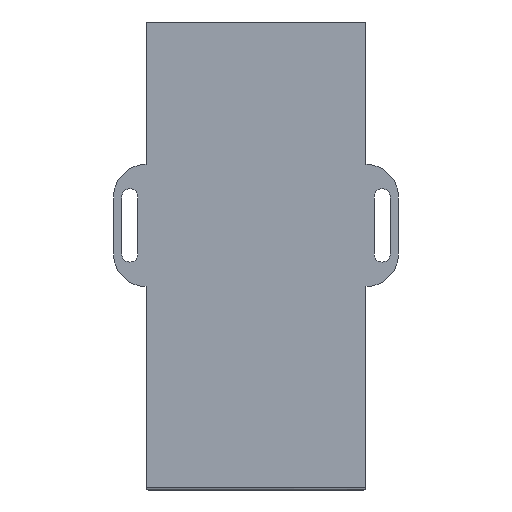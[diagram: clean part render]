
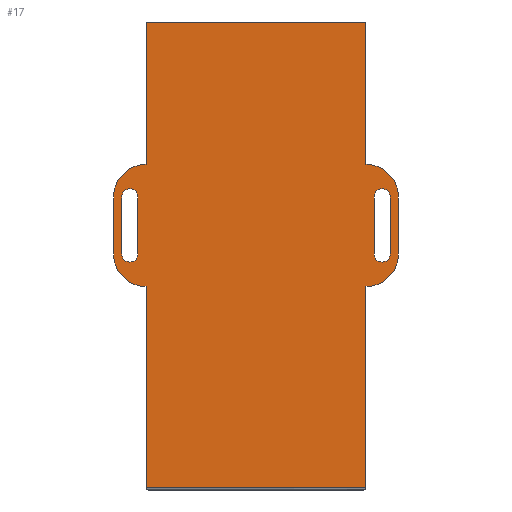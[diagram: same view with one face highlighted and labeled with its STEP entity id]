
A CAD part, front view. The second image highlights one B-rep face of the part: STEP entity #17.
In plain terms, the highlighted planar face has unit normal (0, -1, 0).
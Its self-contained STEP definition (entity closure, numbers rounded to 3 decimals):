
#17 = ADVANCED_FACE('',(#18,#120,#156),#192,.T.);
#18 = FACE_BOUND('',#19,.T.);
#19 = EDGE_LOOP('',(#20,#30,#38,#46,#55,#63,#72,#80,#88,#96,#105,#113));
#20 = ORIENTED_EDGE('',*,*,#21,.F.);
#21 = EDGE_CURVE('',#22,#24,#26,.T.);
#22 = VERTEX_POINT('',#23);
#23 = CARTESIAN_POINT('',(-27.,-17.5,0.5));
#24 = VERTEX_POINT('',#25);
#25 = CARTESIAN_POINT('',(-27.,-17.5,50.));
#26 = LINE('',#27,#28);
#27 = CARTESIAN_POINT('',(-27.,-17.5,0.));
#28 = VECTOR('',#29,1.);
#29 = DIRECTION('',(0.,0.,1.));
#30 = ORIENTED_EDGE('',*,*,#31,.T.);
#31 = EDGE_CURVE('',#22,#32,#34,.T.);
#32 = VERTEX_POINT('',#33);
#33 = CARTESIAN_POINT('',(27.,-17.5,0.5));
#34 = LINE('',#35,#36);
#35 = CARTESIAN_POINT('',(-27.,-17.5,0.5));
#36 = VECTOR('',#37,1.);
#37 = DIRECTION('',(1.,0.,0.));
#38 = ORIENTED_EDGE('',*,*,#39,.T.);
#39 = EDGE_CURVE('',#32,#40,#42,.T.);
#40 = VERTEX_POINT('',#41);
#41 = CARTESIAN_POINT('',(27.,-17.5,50.));
#42 = LINE('',#43,#44);
#43 = CARTESIAN_POINT('',(27.,-17.5,0.));
#44 = VECTOR('',#45,1.);
#45 = DIRECTION('',(0.,0.,1.));
#46 = ORIENTED_EDGE('',*,*,#47,.T.);
#47 = EDGE_CURVE('',#40,#48,#50,.T.);
#48 = VERTEX_POINT('',#49);
#49 = CARTESIAN_POINT('',(35.,-17.5,58.));
#50 = CIRCLE('',#51,8.);
#51 = AXIS2_PLACEMENT_3D('',#52,#53,#54);
#52 = CARTESIAN_POINT('',(27.,-17.5,58.));
#53 = DIRECTION('',(0.,-1.,0.));
#54 = DIRECTION('',(1.,0.,0.));
#55 = ORIENTED_EDGE('',*,*,#56,.F.);
#56 = EDGE_CURVE('',#57,#48,#59,.T.);
#57 = VERTEX_POINT('',#58);
#58 = CARTESIAN_POINT('',(35.,-17.5,72.));
#59 = LINE('',#60,#61);
#60 = CARTESIAN_POINT('',(35.,-17.5,72.));
#61 = VECTOR('',#62,1.);
#62 = DIRECTION('',(0.,0.,-1.));
#63 = ORIENTED_EDGE('',*,*,#64,.T.);
#64 = EDGE_CURVE('',#57,#65,#67,.T.);
#65 = VERTEX_POINT('',#66);
#66 = CARTESIAN_POINT('',(27.,-17.5,80.));
#67 = CIRCLE('',#68,8.);
#68 = AXIS2_PLACEMENT_3D('',#69,#70,#71);
#69 = CARTESIAN_POINT('',(27.,-17.5,72.));
#70 = DIRECTION('',(0.,-1.,0.));
#71 = DIRECTION('',(1.,0.,0.));
#72 = ORIENTED_EDGE('',*,*,#73,.T.);
#73 = EDGE_CURVE('',#65,#74,#76,.T.);
#74 = VERTEX_POINT('',#75);
#75 = CARTESIAN_POINT('',(27.,-17.5,115.));
#76 = LINE('',#77,#78);
#77 = CARTESIAN_POINT('',(27.,-17.5,0.));
#78 = VECTOR('',#79,1.);
#79 = DIRECTION('',(0.,0.,1.));
#80 = ORIENTED_EDGE('',*,*,#81,.F.);
#81 = EDGE_CURVE('',#82,#74,#84,.T.);
#82 = VERTEX_POINT('',#83);
#83 = CARTESIAN_POINT('',(-27.,-17.5,115.));
#84 = LINE('',#85,#86);
#85 = CARTESIAN_POINT('',(-27.,-17.5,115.));
#86 = VECTOR('',#87,1.);
#87 = DIRECTION('',(1.,0.,0.));
#88 = ORIENTED_EDGE('',*,*,#89,.F.);
#89 = EDGE_CURVE('',#90,#82,#92,.T.);
#90 = VERTEX_POINT('',#91);
#91 = CARTESIAN_POINT('',(-27.,-17.5,80.));
#92 = LINE('',#93,#94);
#93 = CARTESIAN_POINT('',(-27.,-17.5,90.));
#94 = VECTOR('',#95,1.);
#95 = DIRECTION('',(0.,0.,1.));
#96 = ORIENTED_EDGE('',*,*,#97,.T.);
#97 = EDGE_CURVE('',#90,#98,#100,.T.);
#98 = VERTEX_POINT('',#99);
#99 = CARTESIAN_POINT('',(-35.,-17.5,72.));
#100 = CIRCLE('',#101,8.);
#101 = AXIS2_PLACEMENT_3D('',#102,#103,#104);
#102 = CARTESIAN_POINT('',(-27.,-17.5,72.));
#103 = DIRECTION('',(0.,-1.,0.));
#104 = DIRECTION('',(1.,0.,0.));
#105 = ORIENTED_EDGE('',*,*,#106,.F.);
#106 = EDGE_CURVE('',#107,#98,#109,.T.);
#107 = VERTEX_POINT('',#108);
#108 = CARTESIAN_POINT('',(-35.,-17.5,58.));
#109 = LINE('',#110,#111);
#110 = CARTESIAN_POINT('',(-35.,-17.5,58.));
#111 = VECTOR('',#112,1.);
#112 = DIRECTION('',(0.,0.,1.));
#113 = ORIENTED_EDGE('',*,*,#114,.T.);
#114 = EDGE_CURVE('',#107,#24,#115,.T.);
#115 = CIRCLE('',#116,8.);
#116 = AXIS2_PLACEMENT_3D('',#117,#118,#119);
#117 = CARTESIAN_POINT('',(-27.,-17.5,58.));
#118 = DIRECTION('',(0.,-1.,0.));
#119 = DIRECTION('',(1.,0.,0.));
#120 = FACE_BOUND('',#121,.T.);
#121 = EDGE_LOOP('',(#122,#133,#141,#150));
#122 = ORIENTED_EDGE('',*,*,#123,.F.);
#123 = EDGE_CURVE('',#124,#126,#128,.T.);
#124 = VERTEX_POINT('',#125);
#125 = CARTESIAN_POINT('',(33.,-17.5,72.));
#126 = VERTEX_POINT('',#127);
#127 = CARTESIAN_POINT('',(29.,-17.5,72.));
#128 = CIRCLE('',#129,2.);
#129 = AXIS2_PLACEMENT_3D('',#130,#131,#132);
#130 = CARTESIAN_POINT('',(31.,-17.5,72.));
#131 = DIRECTION('',(0.,-1.,0.));
#132 = DIRECTION('',(1.,0.,0.));
#133 = ORIENTED_EDGE('',*,*,#134,.T.);
#134 = EDGE_CURVE('',#124,#135,#137,.T.);
#135 = VERTEX_POINT('',#136);
#136 = CARTESIAN_POINT('',(33.,-17.5,58.));
#137 = LINE('',#138,#139);
#138 = CARTESIAN_POINT('',(33.,-17.5,72.));
#139 = VECTOR('',#140,1.);
#140 = DIRECTION('',(0.,0.,-1.));
#141 = ORIENTED_EDGE('',*,*,#142,.F.);
#142 = EDGE_CURVE('',#143,#135,#145,.T.);
#143 = VERTEX_POINT('',#144);
#144 = CARTESIAN_POINT('',(29.,-17.5,58.));
#145 = CIRCLE('',#146,2.);
#146 = AXIS2_PLACEMENT_3D('',#147,#148,#149);
#147 = CARTESIAN_POINT('',(31.,-17.5,58.));
#148 = DIRECTION('',(0.,-1.,0.));
#149 = DIRECTION('',(1.,0.,0.));
#150 = ORIENTED_EDGE('',*,*,#151,.F.);
#151 = EDGE_CURVE('',#126,#143,#152,.T.);
#152 = LINE('',#153,#154);
#153 = CARTESIAN_POINT('',(29.,-17.5,72.));
#154 = VECTOR('',#155,1.);
#155 = DIRECTION('',(0.,0.,-1.));
#156 = FACE_BOUND('',#157,.T.);
#157 = EDGE_LOOP('',(#158,#169,#177,#186));
#158 = ORIENTED_EDGE('',*,*,#159,.F.);
#159 = EDGE_CURVE('',#160,#162,#164,.T.);
#160 = VERTEX_POINT('',#161);
#161 = CARTESIAN_POINT('',(-29.,-17.5,72.));
#162 = VERTEX_POINT('',#163);
#163 = CARTESIAN_POINT('',(-33.,-17.5,72.));
#164 = CIRCLE('',#165,2.);
#165 = AXIS2_PLACEMENT_3D('',#166,#167,#168);
#166 = CARTESIAN_POINT('',(-31.,-17.5,72.));
#167 = DIRECTION('',(0.,-1.,0.));
#168 = DIRECTION('',(1.,0.,0.));
#169 = ORIENTED_EDGE('',*,*,#170,.T.);
#170 = EDGE_CURVE('',#160,#171,#173,.T.);
#171 = VERTEX_POINT('',#172);
#172 = CARTESIAN_POINT('',(-29.,-17.5,58.));
#173 = LINE('',#174,#175);
#174 = CARTESIAN_POINT('',(-29.,-17.5,72.));
#175 = VECTOR('',#176,1.);
#176 = DIRECTION('',(0.,0.,-1.));
#177 = ORIENTED_EDGE('',*,*,#178,.F.);
#178 = EDGE_CURVE('',#179,#171,#181,.T.);
#179 = VERTEX_POINT('',#180);
#180 = CARTESIAN_POINT('',(-33.,-17.5,58.));
#181 = CIRCLE('',#182,2.);
#182 = AXIS2_PLACEMENT_3D('',#183,#184,#185);
#183 = CARTESIAN_POINT('',(-31.,-17.5,58.));
#184 = DIRECTION('',(0.,-1.,0.));
#185 = DIRECTION('',(1.,0.,0.));
#186 = ORIENTED_EDGE('',*,*,#187,.F.);
#187 = EDGE_CURVE('',#162,#179,#188,.T.);
#188 = LINE('',#189,#190);
#189 = CARTESIAN_POINT('',(-33.,-17.5,72.));
#190 = VECTOR('',#191,1.);
#191 = DIRECTION('',(0.,0.,-1.));
#192 = PLANE('',#193);
#193 = AXIS2_PLACEMENT_3D('',#194,#195,#196);
#194 = CARTESIAN_POINT('',(0.,-17.5,57.873));
#195 = DIRECTION('',(-0.,-1.,-0.));
#196 = DIRECTION('',(0.,0.,-1.));
